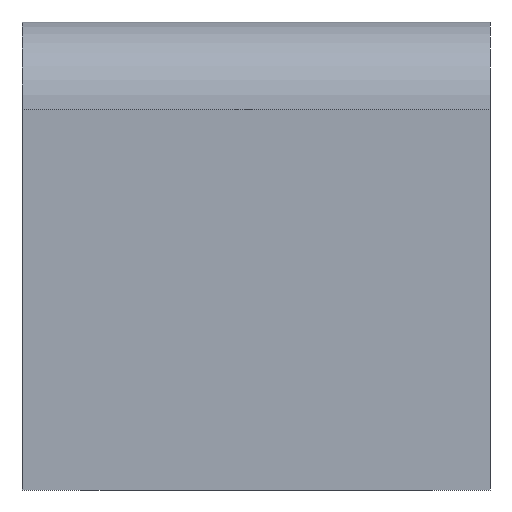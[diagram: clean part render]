
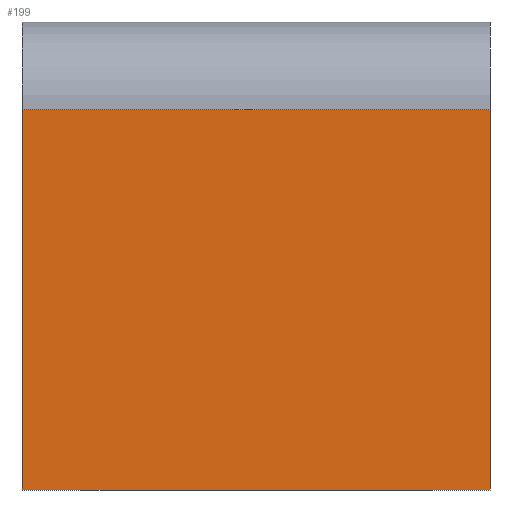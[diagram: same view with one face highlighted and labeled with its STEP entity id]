
A CAD part, left-side view. The second image highlights one B-rep face of the part: STEP entity #199.
In plain terms, the highlighted planar face has unit normal (-1, 0, 0).
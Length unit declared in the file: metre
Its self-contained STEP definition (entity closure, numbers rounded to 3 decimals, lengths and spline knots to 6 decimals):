
#20=LINE('',#290,#38);
#26=LINE('',#304,#44);
#28=LINE('',#310,#46);
#29=LINE('',#311,#47);
#38=VECTOR('',#243,1.);
#44=VECTOR('',#255,1.);
#46=VECTOR('',#261,1.);
#47=VECTOR('',#262,1.);
#70=ORIENTED_EDGE('',*,*,#110,.F.);
#71=ORIENTED_EDGE('',*,*,#120,.T.);
#72=ORIENTED_EDGE('',*,*,#117,.T.);
#73=ORIENTED_EDGE('',*,*,#121,.F.);
#110=EDGE_CURVE('',#136,#137,#20,.T.);
#117=EDGE_CURVE('',#142,#143,#26,.T.);
#120=EDGE_CURVE('',#136,#142,#28,.T.);
#121=EDGE_CURVE('',#137,#143,#29,.T.);
#136=VERTEX_POINT('',#289);
#137=VERTEX_POINT('',#291);
#142=VERTEX_POINT('',#305);
#143=VERTEX_POINT('',#306);
#161=EDGE_LOOP('',(#70,#71,#72,#73));
#177=FACE_BOUND('',#161,.T.);
#191=PLANE('',#228);
#199=ADVANCED_FACE('',(#177),#191,.T.);
#228=AXIS2_PLACEMENT_3D('',#309,#259,#260);
#243=DIRECTION('',(0.,0.,-1.));
#255=DIRECTION('',(0.,0.,-1.));
#259=DIRECTION('',(-1.,0.,0.));
#260=DIRECTION('',(0.,-1.,0.));
#261=DIRECTION('',(0.,1.,0.));
#262=DIRECTION('',(0.,1.,0.));
#289=CARTESIAN_POINT('',(-0.003,-0.008,0.013));
#290=CARTESIAN_POINT('',(-0.003,-0.008,0.01));
#291=CARTESIAN_POINT('',(-0.003,-0.008,0.));
#304=CARTESIAN_POINT('',(-0.003,0.008,0.01));
#305=CARTESIAN_POINT('',(-0.003,0.008,0.013));
#306=CARTESIAN_POINT('',(-0.003,0.008,0.));
#309=CARTESIAN_POINT('',(-0.003,0.,0.01));
#310=CARTESIAN_POINT('',(-0.003,0.,0.013));
#311=CARTESIAN_POINT('',(-0.003,0.,0.));
